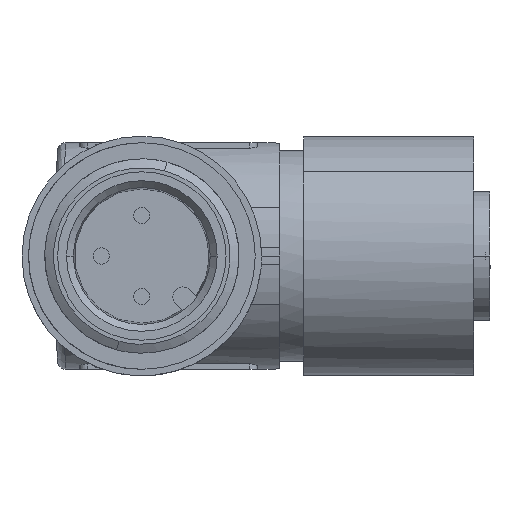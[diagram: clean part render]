
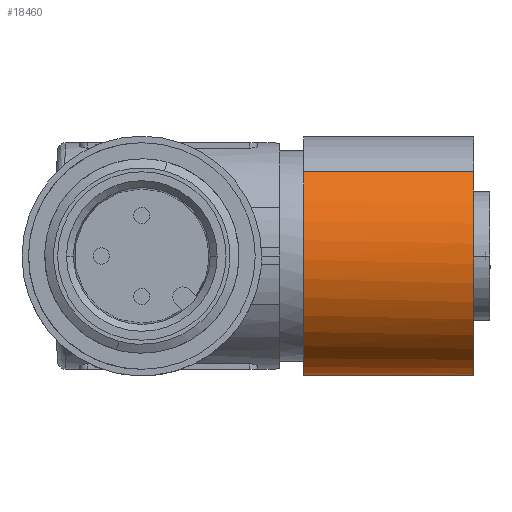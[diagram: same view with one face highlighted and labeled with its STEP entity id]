
A CAD part, left-side view. The second image highlights one B-rep face of the part: STEP entity #18460.
In plain terms, the highlighted cylindrical face has radius 7.4 mm (diameter 14.8 mm), a partial arc.
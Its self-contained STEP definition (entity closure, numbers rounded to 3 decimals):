
#17830=CARTESIAN_POINT('',(20.483,-175.64,
4.235));
#17840=DIRECTION('',(0.,0.,-1.));
#17850=DIRECTION('',(-0.707,0.707,
0.));
#17860=AXIS2_PLACEMENT_3D('',#17830,#17840,#17850);
#17870=CIRCLE('',#17860,7.4);
#17880=CARTESIAN_POINT('',(25.715,-180.872,
4.235));
#17890=VERTEX_POINT('',#17880);
#17900=CARTESIAN_POINT('',(15.25,-170.407,
4.235));
#17910=VERTEX_POINT('',#17900);
#17940=CARTESIAN_POINT('',(20.983,-168.257,
4.235));
#17950=VERTEX_POINT('',#17940);
#17960=EDGE_CURVE('',#17950,#17890,#17870,.T.);
#17980=EDGE_CURVE('',#17910,#17950,#17870,.T.);
#18100=CARTESIAN_POINT('',(20.483,-175.64,
9.735));
#18110=DIRECTION('',(0.,0.,-1.));
#18120=DIRECTION('',(-0.707,0.707,
0.));
#18130=AXIS2_PLACEMENT_3D('',#18100,#18110,#18120);
#18140=CYLINDRICAL_SURFACE('',#18130,7.4);
#18150=CARTESIAN_POINT('',(15.25,-170.407,
9.735));
#18160=DIRECTION('',(0.,0.,-1.));
#18170=VECTOR('',#18160,1.);
#18180=LINE('',#18150,#18170);
#18190=CARTESIAN_POINT('',(15.25,-170.407,
14.735));
#18200=VERTEX_POINT('',#18190);
#18210=EDGE_CURVE('',#18200,#17910,#18180,.T.);
#18220=ORIENTED_EDGE('',*,*,#18210,.F.);
#18230=ORIENTED_EDGE('',*,*,#17980,.F.);
#18240=ORIENTED_EDGE('',*,*,#17960,.F.);
#18250=CARTESIAN_POINT('',(25.715,-180.872,
9.735));
#18260=DIRECTION('',(0.,0.,-1.));
#18270=VECTOR('',#18260,1.);
#18280=LINE('',#18250,#18270);
#18290=CARTESIAN_POINT('',(25.715,-180.872,
14.735));
#18300=VERTEX_POINT('',#18290);
#18310=EDGE_CURVE('',#18300,#17890,#18280,.T.);
#18320=ORIENTED_EDGE('',*,*,#18310,.T.);
#18330=CARTESIAN_POINT('',(20.483,-175.64,
14.735));
#18340=DIRECTION('',(0.,0.,-1.));
#18350=DIRECTION('',(-0.707,0.707,
0.));
#18360=AXIS2_PLACEMENT_3D('',#18330,#18340,#18350);
#18370=CIRCLE('',#18360,7.4);
#18380=CARTESIAN_POINT('',(24.161,-169.219,
14.735));
#18390=VERTEX_POINT('',#18380);
#18400=EDGE_CURVE('',#18390,#18300,#18370,.T.);
#18410=ORIENTED_EDGE('',*,*,#18400,.T.);
#18420=EDGE_CURVE('',#18200,#18390,#18370,.T.);
#18430=ORIENTED_EDGE('',*,*,#18420,.T.);
#18440=EDGE_LOOP('',(#18430,#18410,#18320,#18240,#18230,#18220));
#18450=FACE_OUTER_BOUND('',#18440,.T.);
#18460=ADVANCED_FACE('',(#18450),#18140,.T.);
